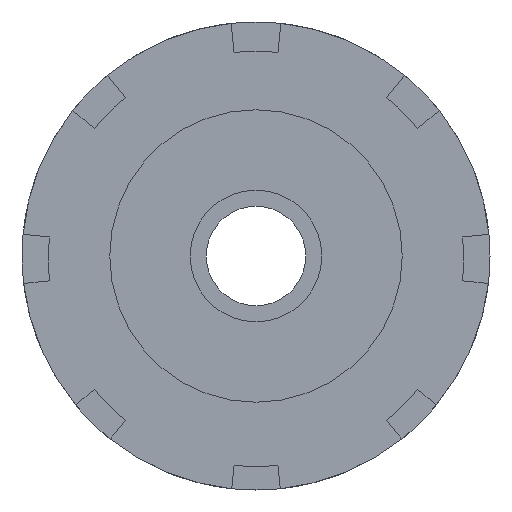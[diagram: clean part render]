
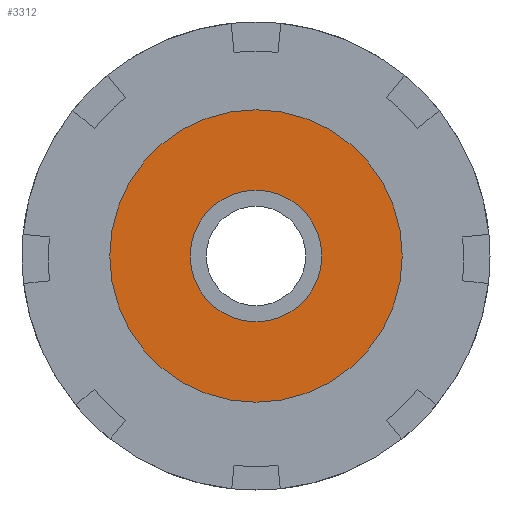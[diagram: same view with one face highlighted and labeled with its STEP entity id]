
A CAD part, front view. The second image highlights one B-rep face of the part: STEP entity #3312.
In plain terms, the highlighted planar face has unit normal (0, -1, 0).
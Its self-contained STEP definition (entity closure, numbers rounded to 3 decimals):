
#2744 = CYLINDRICAL_SURFACE('',#2745,5.);
#2745 = AXIS2_PLACEMENT_3D('',#2746,#2747,#2748);
#2746 = CARTESIAN_POINT('',(0.,-7.,1.));
#2747 = DIRECTION('',(0.,1.,0.));
#2748 = DIRECTION('',(1.,0.,0.));
#3192 = CYLINDRICAL_SURFACE('',#3193,2.25);
#3193 = AXIS2_PLACEMENT_3D('',#3194,#3195,#3196);
#3194 = CARTESIAN_POINT('',(0.,-2.,1.));
#3195 = DIRECTION('',(0.,1.,0.));
#3196 = DIRECTION('',(1.,0.,0.));
#3210 = VERTEX_POINT('',#3211);
#3211 = CARTESIAN_POINT('',(5.,-7.,1.));
#3232 = EDGE_CURVE('',#3210,#3210,#3233,.T.);
#3233 = SURFACE_CURVE('',#3234,(#3239,#3245),.PCURVE_S1.);
#3234 = CIRCLE('',#3235,5.);
#3235 = AXIS2_PLACEMENT_3D('',#3236,#3237,#3238);
#3236 = CARTESIAN_POINT('',(0.,-7.,1.));
#3237 = DIRECTION('',(0.,-1.,0.));
#3238 = DIRECTION('',(1.,0.,0.));
#3239 = PCURVE('',#2744,#3240);
#3240 = DEFINITIONAL_REPRESENTATION('',(#3241),#3244);
#3241 = B_SPLINE_CURVE_WITH_KNOTS('',1,(#3242,#3243),.UNSPECIFIED.,.F.,
  .F.,(2,2),(0.,6.283),.PIECEWISE_BEZIER_KNOTS.);
#3242 = CARTESIAN_POINT('',(0.,0.));
#3243 = CARTESIAN_POINT('',(-6.283,0.));
#3244 = ( GEOMETRIC_REPRESENTATION_CONTEXT(2) 
PARAMETRIC_REPRESENTATION_CONTEXT() REPRESENTATION_CONTEXT('2D SPACE',''
  ) );
#3245 = PCURVE('',#3246,#3251);
#3246 = PLANE('',#3247);
#3247 = AXIS2_PLACEMENT_3D('',#3248,#3249,#3250);
#3248 = CARTESIAN_POINT('',(0.,-7.,1.));
#3249 = DIRECTION('',(0.,1.,0.));
#3250 = DIRECTION('',(0.,0.,1.));
#3251 = DEFINITIONAL_REPRESENTATION('',(#3252),#3260);
#3252 = ( BOUNDED_CURVE() B_SPLINE_CURVE(2,(#3253,#3254,#3255,#3256,
#3257,#3258,#3259),.UNSPECIFIED.,.T.,.F.) B_SPLINE_CURVE_WITH_KNOTS((1,2
    ,2,2,2,1),(-2.094,0.,2.094,4.189,
6.283,8.378),.UNSPECIFIED.) CURVE() 
GEOMETRIC_REPRESENTATION_ITEM() RATIONAL_B_SPLINE_CURVE((1.,0.5,1.,0.5,
1.,0.5,1.)) REPRESENTATION_ITEM('') );
#3253 = CARTESIAN_POINT('',(0.,5.));
#3254 = CARTESIAN_POINT('',(8.66,5.));
#3255 = CARTESIAN_POINT('',(4.33,-2.5));
#3256 = CARTESIAN_POINT('',(0.,-10.));
#3257 = CARTESIAN_POINT('',(-4.33,-2.5));
#3258 = CARTESIAN_POINT('',(-8.66,5.));
#3259 = CARTESIAN_POINT('',(0.,5.));
#3260 = ( GEOMETRIC_REPRESENTATION_CONTEXT(2) 
PARAMETRIC_REPRESENTATION_CONTEXT() REPRESENTATION_CONTEXT('2D SPACE',''
  ) );
#3266 = VERTEX_POINT('',#3267);
#3267 = CARTESIAN_POINT('',(2.25,-7.,1.));
#3286 = EDGE_CURVE('',#3266,#3266,#3287,.T.);
#3287 = SURFACE_CURVE('',#3288,(#3293,#3299),.PCURVE_S1.);
#3288 = CIRCLE('',#3289,2.25);
#3289 = AXIS2_PLACEMENT_3D('',#3290,#3291,#3292);
#3290 = CARTESIAN_POINT('',(0.,-7.,1.));
#3291 = DIRECTION('',(0.,-1.,0.));
#3292 = DIRECTION('',(1.,0.,0.));
#3293 = PCURVE('',#3192,#3294);
#3294 = DEFINITIONAL_REPRESENTATION('',(#3295),#3298);
#3295 = B_SPLINE_CURVE_WITH_KNOTS('',1,(#3296,#3297),.UNSPECIFIED.,.F.,
  .F.,(2,2),(0.,6.283),.PIECEWISE_BEZIER_KNOTS.);
#3296 = CARTESIAN_POINT('',(0.,-5.));
#3297 = CARTESIAN_POINT('',(-6.283,-5.));
#3298 = ( GEOMETRIC_REPRESENTATION_CONTEXT(2) 
PARAMETRIC_REPRESENTATION_CONTEXT() REPRESENTATION_CONTEXT('2D SPACE',''
  ) );
#3299 = PCURVE('',#3246,#3300);
#3300 = DEFINITIONAL_REPRESENTATION('',(#3301),#3309);
#3301 = ( BOUNDED_CURVE() B_SPLINE_CURVE(2,(#3302,#3303,#3304,#3305,
#3306,#3307,#3308),.UNSPECIFIED.,.T.,.F.) B_SPLINE_CURVE_WITH_KNOTS((1,2
    ,2,2,2,1),(-2.094,0.,2.094,4.189,
6.283,8.378),.UNSPECIFIED.) CURVE() 
GEOMETRIC_REPRESENTATION_ITEM() RATIONAL_B_SPLINE_CURVE((1.,0.5,1.,0.5,
1.,0.5,1.)) REPRESENTATION_ITEM('') );
#3302 = CARTESIAN_POINT('',(0.,2.25));
#3303 = CARTESIAN_POINT('',(3.897,2.25));
#3304 = CARTESIAN_POINT('',(1.949,-1.125));
#3305 = CARTESIAN_POINT('',(0.,-4.5));
#3306 = CARTESIAN_POINT('',(-1.949,-1.125));
#3307 = CARTESIAN_POINT('',(-3.897,2.25));
#3308 = CARTESIAN_POINT('',(0.,2.25));
#3309 = ( GEOMETRIC_REPRESENTATION_CONTEXT(2) 
PARAMETRIC_REPRESENTATION_CONTEXT() REPRESENTATION_CONTEXT('2D SPACE',''
  ) );
#3312 = ADVANCED_FACE('',(#3313,#3316),#3246,.F.);
#3313 = FACE_BOUND('',#3314,.F.);
#3314 = EDGE_LOOP('',(#3315));
#3315 = ORIENTED_EDGE('',*,*,#3232,.F.);
#3316 = FACE_BOUND('',#3317,.F.);
#3317 = EDGE_LOOP('',(#3318));
#3318 = ORIENTED_EDGE('',*,*,#3286,.T.);
